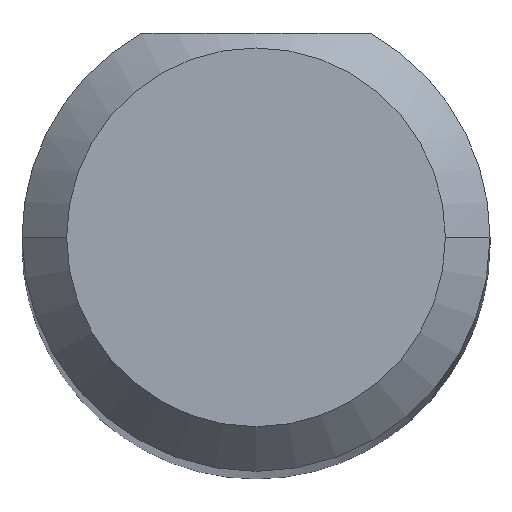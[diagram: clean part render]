
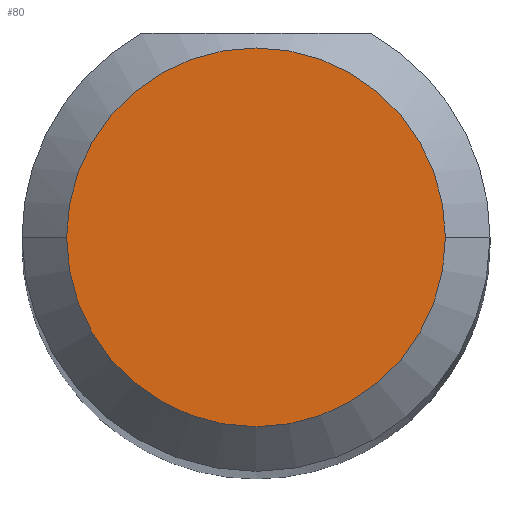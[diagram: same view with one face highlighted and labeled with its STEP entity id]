
A CAD part, top view. The second image highlights one B-rep face of the part: STEP entity #80.
In plain terms, the highlighted planar face has unit normal (0, 0, 1).
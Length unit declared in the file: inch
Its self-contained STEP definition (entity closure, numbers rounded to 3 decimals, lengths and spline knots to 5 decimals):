
#32 = AXIS2_PLACEMENT_3D ( 'NONE', #470, #209, #125 ) ;
#80 = ADVANCED_FACE ( 'NONE', ( #427 ), #99, .T. ) ;
#82 = VERTEX_POINT ( 'NONE', #303 ) ;
#99 = PLANE ( 'NONE',  #198 ) ;
#102 = CARTESIAN_POINT ( 'NONE',  ( 0., 0., 1.9685 ) ) ;
#123 = VERTEX_POINT ( 'NONE', #174 ) ;
#125 = DIRECTION ( 'NONE',  ( 1., 0., 0. ) ) ;
#141 = EDGE_CURVE ( 'NONE', #123, #82, #383, .T. ) ;
#174 = CARTESIAN_POINT ( 'NONE',  ( -0.06374, 0., 1.9685 ) ) ;
#198 = AXIS2_PLACEMENT_3D ( 'NONE', #260, #263, #308 ) ;
#209 = DIRECTION ( 'NONE',  ( 0., 0., 1. ) ) ;
#260 = CARTESIAN_POINT ( 'NONE',  ( 0., 0., 1.9685 ) ) ;
#263 = DIRECTION ( 'NONE',  ( 0., 0., 1. ) ) ;
#267 = DIRECTION ( 'NONE',  ( 0., 0., 1. ) ) ;
#303 = CARTESIAN_POINT ( 'NONE',  ( 0.06374, 0., 1.9685 ) ) ;
#308 = DIRECTION ( 'NONE',  ( 1., 0., 0. ) ) ;
#343 = ORIENTED_EDGE ( 'NONE', *, *, #368, .T. ) ;
#368 = EDGE_CURVE ( 'NONE', #82, #123, #468, .T. ) ;
#383 = CIRCLE ( 'NONE', #467, 0.06374 ) ;
#427 = FACE_OUTER_BOUND ( 'NONE', #455, .T. ) ;
#431 = DIRECTION ( 'NONE',  ( 1., 0., 0. ) ) ;
#447 = ORIENTED_EDGE ( 'NONE', *, *, #141, .T. ) ;
#455 = EDGE_LOOP ( 'NONE', ( #447, #343 ) ) ;
#467 = AXIS2_PLACEMENT_3D ( 'NONE', #102, #267, #431 ) ;
#468 = CIRCLE ( 'NONE', #32, 0.06374 ) ;
#470 = CARTESIAN_POINT ( 'NONE',  ( 0., 0., 1.9685 ) ) ;
